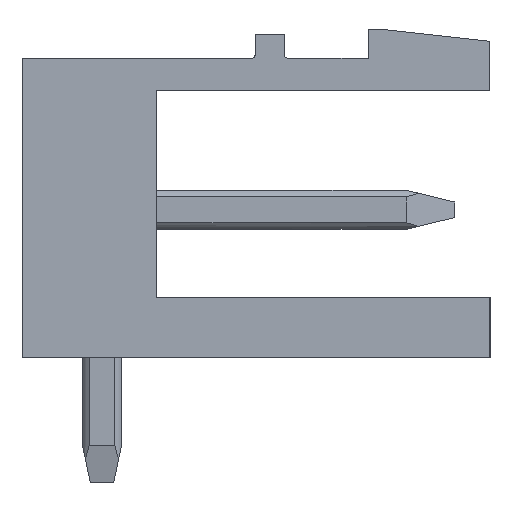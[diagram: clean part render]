
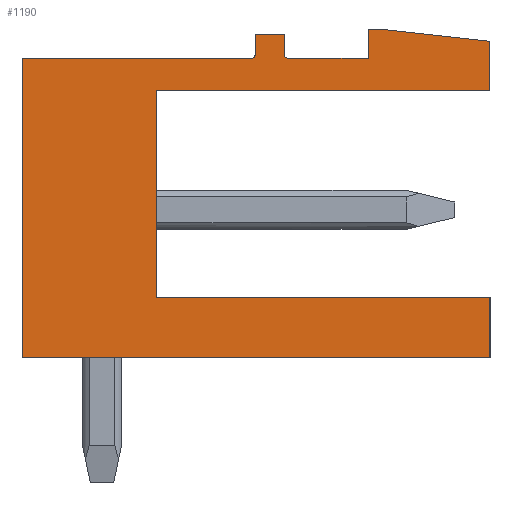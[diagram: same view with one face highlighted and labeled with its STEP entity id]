
A CAD part, left-side view. The second image highlights one B-rep face of the part: STEP entity #1190.
In plain terms, the highlighted planar face has unit normal (-1, 0, 0).
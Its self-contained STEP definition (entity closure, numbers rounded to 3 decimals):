
#300=AXIS2_PLACEMENT_3D('Circle Axis2P3D',#298,#299,$) ;
#431=AXIS2_PLACEMENT_3D('Circle Axis2P3D',#429,#430,$) ;
#1131=AXIS2_PLACEMENT_3D('Plane Axis2P3D',#1128,#1129,#1130) ;
#49=CARTESIAN_POINT('Vertex',(0.,2.8,11.63)) ;
#52=CARTESIAN_POINT('Line Origine',(0.,1.4,11.475)) ;
#56=CARTESIAN_POINT('Vertex',(0.,0.,11.32)) ;
#87=CARTESIAN_POINT('Vertex',(0.,3.12,11.63)) ;
#90=CARTESIAN_POINT('Line Origine',(0.,2.96,11.63)) ;
#244=CARTESIAN_POINT('Vertex',(0.,3.12,10.88)) ;
#247=CARTESIAN_POINT('Line Origine',(0.,3.12,11.255)) ;
#295=CARTESIAN_POINT('Vertex',(0.,5.27,10.98)) ;
#298=CARTESIAN_POINT('Axis2P3D Location',(0.,5.17,10.98)) ;
#302=CARTESIAN_POINT('Vertex',(0.,5.17,10.88)) ;
#333=CARTESIAN_POINT('Vertex',(0.,5.27,11.5)) ;
#336=CARTESIAN_POINT('Line Origine',(0.,5.27,11.24)) ;
#364=CARTESIAN_POINT('Vertex',(0.,6.02,11.5)) ;
#367=CARTESIAN_POINT('Line Origine',(0.,5.645,11.5)) ;
#395=CARTESIAN_POINT('Vertex',(0.,6.02,10.98)) ;
#398=CARTESIAN_POINT('Line Origine',(0.,6.02,11.24)) ;
#426=CARTESIAN_POINT('Vertex',(0.,6.12,10.88)) ;
#429=CARTESIAN_POINT('Axis2P3D Location',(0.,6.12,10.98)) ;
#457=CARTESIAN_POINT('Vertex',(0.,12.,10.88)) ;
#460=CARTESIAN_POINT('Line Origine',(0.,9.06,10.88)) ;
#488=CARTESIAN_POINT('Vertex',(0.,12.,3.2)) ;
#491=CARTESIAN_POINT('Line Origine',(0.,12.,7.04)) ;
#519=CARTESIAN_POINT('Vertex',(0.,0.,3.2)) ;
#522=CARTESIAN_POINT('Line Origine',(0.,6.,3.2)) ;
#1128=CARTESIAN_POINT('Axis2P3D Location',(0.,0.,0.)) ;
#1133=CARTESIAN_POINT('Line Origine',(0.,8.55,7.4)) ;
#1137=CARTESIAN_POINT('Vertex',(0.,8.55,4.74)) ;
#1139=CARTESIAN_POINT('Vertex',(0.,8.55,10.06)) ;
#1142=CARTESIAN_POINT('Line Origine',(0.,4.275,10.06)) ;
#1146=CARTESIAN_POINT('Vertex',(0.,0.,10.06)) ;
#1149=CARTESIAN_POINT('Line Origine',(0.,0.,10.69)) ;
#1154=CARTESIAN_POINT('Line Origine',(0.,4.145,10.88)) ;
#1159=CARTESIAN_POINT('Line Origine',(0.,0.,3.97)) ;
#1163=CARTESIAN_POINT('Vertex',(0.,0.,4.74)) ;
#1166=CARTESIAN_POINT('Line Origine',(0.,4.275,4.74)) ;
#53=DIRECTION('Vector Direction',(0.,0.994,0.11)) ;
#91=DIRECTION('Vector Direction',(0.,-1.,0.)) ;
#248=DIRECTION('Vector Direction',(0.,0.,-1.)) ;
#299=DIRECTION('Axis2P3D Direction',(-1.,0.,0.)) ;
#337=DIRECTION('Vector Direction',(0.,0.,-1.)) ;
#368=DIRECTION('Vector Direction',(0.,1.,0.)) ;
#399=DIRECTION('Vector Direction',(0.,0.,-1.)) ;
#430=DIRECTION('Axis2P3D Direction',(-1.,0.,0.)) ;
#461=DIRECTION('Vector Direction',(0.,1.,0.)) ;
#492=DIRECTION('Vector Direction',(0.,0.,-1.)) ;
#523=DIRECTION('Vector Direction',(0.,1.,0.)) ;
#1129=DIRECTION('Axis2P3D Direction',(-1.,0.,0.)) ;
#1130=DIRECTION('Axis2P3D XDirection',(0.,-1.,0.)) ;
#1134=DIRECTION('Vector Direction',(0.,0.,-1.)) ;
#1143=DIRECTION('Vector Direction',(0.,1.,0.)) ;
#1150=DIRECTION('Vector Direction',(0.,0.,1.)) ;
#1155=DIRECTION('Vector Direction',(0.,1.,0.)) ;
#1160=DIRECTION('Vector Direction',(0.,0.,-1.)) ;
#1167=DIRECTION('Vector Direction',(0.,-1.,0.)) ;
#54=VECTOR('Line Direction',#53,1.) ;
#92=VECTOR('Line Direction',#91,1.) ;
#249=VECTOR('Line Direction',#248,1.) ;
#338=VECTOR('Line Direction',#337,1.) ;
#369=VECTOR('Line Direction',#368,1.) ;
#400=VECTOR('Line Direction',#399,1.) ;
#462=VECTOR('Line Direction',#461,1.) ;
#493=VECTOR('Line Direction',#492,1.) ;
#524=VECTOR('Line Direction',#523,1.) ;
#1135=VECTOR('Line Direction',#1134,1.) ;
#1144=VECTOR('Line Direction',#1143,1.) ;
#1151=VECTOR('Line Direction',#1150,1.) ;
#1156=VECTOR('Line Direction',#1155,1.) ;
#1161=VECTOR('Line Direction',#1160,1.) ;
#1168=VECTOR('Line Direction',#1167,1.) ;
#1172=ORIENTED_EDGE('',*,*,#1141,.T.) ;
#1173=ORIENTED_EDGE('',*,*,#1148,.T.) ;
#1174=ORIENTED_EDGE('',*,*,#1153,.T.) ;
#1175=ORIENTED_EDGE('',*,*,#58,.T.) ;
#1176=ORIENTED_EDGE('',*,*,#94,.T.) ;
#1177=ORIENTED_EDGE('',*,*,#251,.T.) ;
#1178=ORIENTED_EDGE('',*,*,#1158,.T.) ;
#1179=ORIENTED_EDGE('',*,*,#304,.T.) ;
#1180=ORIENTED_EDGE('',*,*,#340,.T.) ;
#1181=ORIENTED_EDGE('',*,*,#371,.T.) ;
#1182=ORIENTED_EDGE('',*,*,#402,.T.) ;
#1183=ORIENTED_EDGE('',*,*,#433,.T.) ;
#1184=ORIENTED_EDGE('',*,*,#464,.T.) ;
#1185=ORIENTED_EDGE('',*,*,#495,.T.) ;
#1186=ORIENTED_EDGE('',*,*,#526,.T.) ;
#1187=ORIENTED_EDGE('',*,*,#1165,.T.) ;
#1188=ORIENTED_EDGE('',*,*,#1170,.T.) ;
#1190=ADVANCED_FACE('Housing',(#1189),#1132,.T.) ;
#301=CIRCLE('generated circle',#300,0.1) ;
#432=CIRCLE('generated circle',#431,0.1) ;
#58=EDGE_CURVE('',#57,#50,#55,.T.) ;
#94=EDGE_CURVE('',#50,#88,#93,.F.) ;
#251=EDGE_CURVE('',#88,#245,#250,.T.) ;
#304=EDGE_CURVE('',#303,#296,#301,.F.) ;
#340=EDGE_CURVE('',#296,#334,#339,.F.) ;
#371=EDGE_CURVE('',#334,#365,#370,.T.) ;
#402=EDGE_CURVE('',#365,#396,#401,.T.) ;
#433=EDGE_CURVE('',#396,#427,#432,.F.) ;
#464=EDGE_CURVE('',#427,#458,#463,.T.) ;
#495=EDGE_CURVE('',#458,#489,#494,.T.) ;
#526=EDGE_CURVE('',#489,#520,#525,.F.) ;
#1141=EDGE_CURVE('',#1138,#1140,#1136,.F.) ;
#1148=EDGE_CURVE('',#1140,#1147,#1145,.F.) ;
#1153=EDGE_CURVE('',#1147,#57,#1152,.T.) ;
#1158=EDGE_CURVE('',#245,#303,#1157,.T.) ;
#1165=EDGE_CURVE('',#520,#1164,#1162,.F.) ;
#1170=EDGE_CURVE('',#1164,#1138,#1169,.F.) ;
#1171=EDGE_LOOP('',(#1172,#1173,#1174,#1175,#1176,#1177,#1178,#1179,#1180,#1181,#1182,#1183,#1184,#1185,#1186,#1187,#1188)) ;
#1189=FACE_OUTER_BOUND('',#1171,.T.) ;
#55=LINE('Line',#52,#54) ;
#93=LINE('Line',#90,#92) ;
#250=LINE('Line',#247,#249) ;
#339=LINE('Line',#336,#338) ;
#370=LINE('Line',#367,#369) ;
#401=LINE('Line',#398,#400) ;
#463=LINE('Line',#460,#462) ;
#494=LINE('Line',#491,#493) ;
#525=LINE('Line',#522,#524) ;
#1136=LINE('Line',#1133,#1135) ;
#1145=LINE('Line',#1142,#1144) ;
#1152=LINE('Line',#1149,#1151) ;
#1157=LINE('Line',#1154,#1156) ;
#1162=LINE('Line',#1159,#1161) ;
#1169=LINE('Line',#1166,#1168) ;
#1132=PLANE('',#1131) ;
#50=VERTEX_POINT('',#49) ;
#57=VERTEX_POINT('',#56) ;
#88=VERTEX_POINT('',#87) ;
#245=VERTEX_POINT('',#244) ;
#296=VERTEX_POINT('',#295) ;
#303=VERTEX_POINT('',#302) ;
#334=VERTEX_POINT('',#333) ;
#365=VERTEX_POINT('',#364) ;
#396=VERTEX_POINT('',#395) ;
#427=VERTEX_POINT('',#426) ;
#458=VERTEX_POINT('',#457) ;
#489=VERTEX_POINT('',#488) ;
#520=VERTEX_POINT('',#519) ;
#1138=VERTEX_POINT('',#1137) ;
#1140=VERTEX_POINT('',#1139) ;
#1147=VERTEX_POINT('',#1146) ;
#1164=VERTEX_POINT('',#1163) ;
